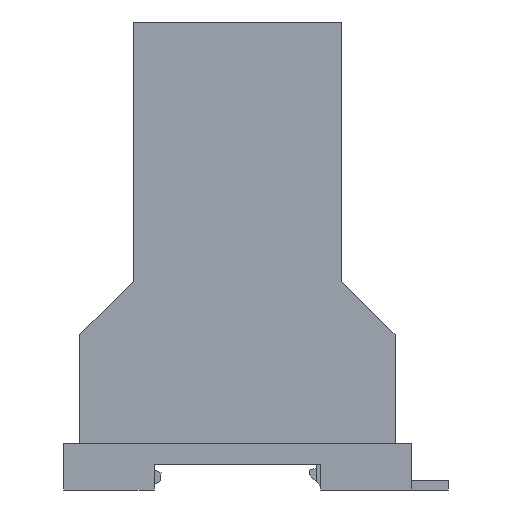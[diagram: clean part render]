
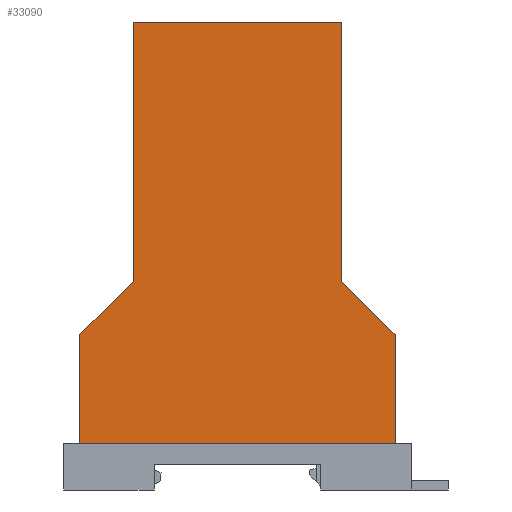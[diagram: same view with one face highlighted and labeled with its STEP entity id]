
A CAD part, left-side view. The second image highlights one B-rep face of the part: STEP entity #33090.
In plain terms, the highlighted face is planar.
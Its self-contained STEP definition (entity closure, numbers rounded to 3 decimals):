
#460=CARTESIAN_POINT('',(34.,10.,34.));
#470=VERTEX_POINT('',#460);
#620=CARTESIAN_POINT('',(-34.,10.,34.));
#630=VERTEX_POINT('',#620);
#660=CARTESIAN_POINT('',(0.,10.,34.));
#670=DIRECTION('',(-1.,0.,0.));
#680=VECTOR('',#670,1.);
#690=LINE('',#660,#680);
#700=EDGE_CURVE('',#470,#630,#690,.T.);
#26570=CARTESIAN_POINT('',(22.5,45.,34.));
#26580=VERTEX_POINT('',#26570);
#26610=CARTESIAN_POINT('',(22.5,0.,34.));
#26620=DIRECTION('',(0.,-1.,0.));
#26630=VECTOR('',#26620,1.);
#26640=LINE('',#26610,#26630);
#26650=CARTESIAN_POINT('',(22.5,101.,34.));
#26660=VERTEX_POINT('',#26650);
#26670=EDGE_CURVE('',#26660,#26580,#26640,.T.);
#28600=CARTESIAN_POINT('',(34.,0.,34.));
#28610=DIRECTION('',(0.,1.,0.));
#28620=VECTOR('',#28610,1.);
#28630=LINE('',#28600,#28620);
#28640=CARTESIAN_POINT('',(34.,33.5,34.));
#28650=VERTEX_POINT('',#28640);
#28660=EDGE_CURVE('',#470,#28650,#28630,.T.);
#29590=CARTESIAN_POINT('',(0.,101.,34.));
#29600=DIRECTION('',(-1.,0.,0.));
#29610=VECTOR('',#29600,1.);
#29620=LINE('',#29590,#29610);
#29630=CARTESIAN_POINT('',(-22.5,101.,34.));
#29640=VERTEX_POINT('',#29630);
#29650=EDGE_CURVE('',#26660,#29640,#29620,.T.);
#30370=CARTESIAN_POINT('',(-34.,33.5,34.));
#30380=VERTEX_POINT('',#30370);
#30410=CARTESIAN_POINT('',(-34.,0.,34.));
#30420=DIRECTION('',(0.,-1.,0.));
#30430=VECTOR('',#30420,1.);
#30440=LINE('',#30410,#30430);
#30450=EDGE_CURVE('',#30380,#630,#30440,.T.);
#31740=CARTESIAN_POINT('',(67.5,0.,34.));
#31750=DIRECTION('',(0.707,-0.707,
0.));
#31760=VECTOR('',#31750,1.);
#31770=LINE('',#31740,#31760);
#31780=EDGE_CURVE('',#26580,#28650,#31770,.T.);
#31980=CARTESIAN_POINT('',(-22.5,0.,34.));
#31990=DIRECTION('',(0.,1.,0.));
#32000=VECTOR('',#31990,1.);
#32010=LINE('',#31980,#32000);
#32020=CARTESIAN_POINT('',(-22.5,45.,34.));
#32030=VERTEX_POINT('',#32020);
#32040=EDGE_CURVE('',#32030,#29640,#32010,.T.);
#32290=CARTESIAN_POINT('',(-67.5,0.,34.));
#32300=DIRECTION('',(0.707,0.707,
0.));
#32310=VECTOR('',#32300,1.);
#32320=LINE('',#32290,#32310);
#32330=EDGE_CURVE('',#30380,#32030,#32320,.T.);
#32940=CARTESIAN_POINT('',(-34.,98.75,34.));
#32950=DIRECTION('',(0.,0.,-1.));
#32960=DIRECTION('',(0.,1.,0.));
#32970=AXIS2_PLACEMENT_3D('',#32940,#32950,#32960);
#32980=PLANE('',#32970);
#32990=ORIENTED_EDGE('',*,*,#700,.F.);
#33000=ORIENTED_EDGE('',*,*,#30450,.T.);
#33010=ORIENTED_EDGE('',*,*,#32330,.F.);
#33020=ORIENTED_EDGE('',*,*,#32040,.F.);
#33030=ORIENTED_EDGE('',*,*,#29650,.T.);
#33040=ORIENTED_EDGE('',*,*,#26670,.F.);
#33050=ORIENTED_EDGE('',*,*,#31780,.F.);
#33060=ORIENTED_EDGE('',*,*,#28660,.T.);
#33070=EDGE_LOOP('',(#33060,#33050,#33040,#33030,#33020,#33010,#33000,
#32990));
#33080=FACE_OUTER_BOUND('',#33070,.T.);
#33090=ADVANCED_FACE('',(#33080),#32980,.F.);
